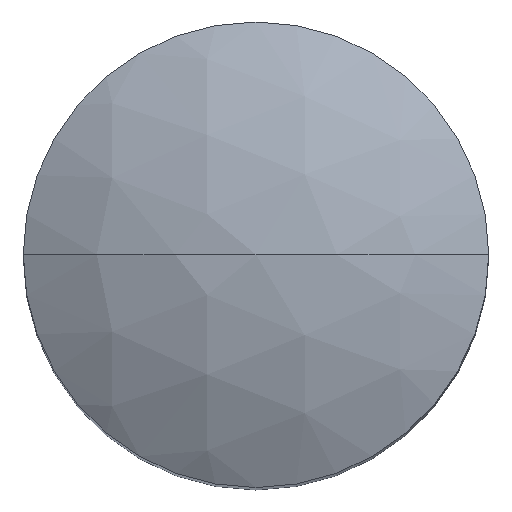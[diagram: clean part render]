
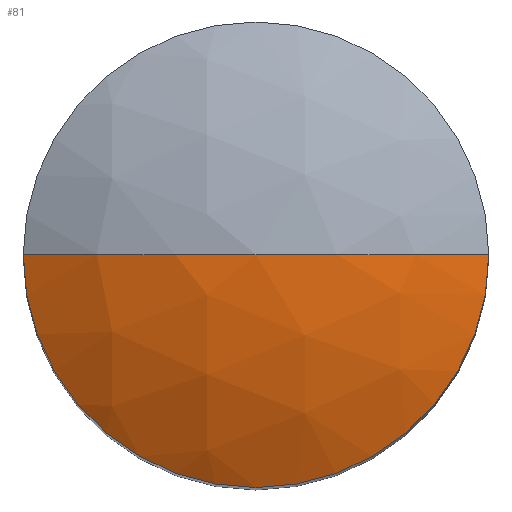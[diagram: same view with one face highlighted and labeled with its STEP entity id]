
A CAD part, top view. The second image highlights one B-rep face of the part: STEP entity #81.
In plain terms, the highlighted spherical face has radius 0.6 mm.
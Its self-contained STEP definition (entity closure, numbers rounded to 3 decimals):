
#81=ADVANCED_FACE('',(#95),#96,.T.);
#95=FACE_OUTER_BOUND('',#109,.T.);
#96=SPHERICAL_SURFACE('',#110,0.6);
#109=EDGE_LOOP('',(#152,#153,#154));
#110=AXIS2_PLACEMENT_3D('',#155,#156,#157);
#152=ORIENTED_EDGE('',*,*,#158,.T.);
#153=ORIENTED_EDGE('',*,*,#164,.T.);
#154=ORIENTED_EDGE('',*,*,#170,.T.);
#155=CARTESIAN_POINT('',(0.,0.0,1.4));
#156=DIRECTION('',(-1.0,0.0,0.));
#157=DIRECTION('',(0.,0.0,1.0));
#158=EDGE_CURVE('',#171,#172,#173,.T.);
#164=EDGE_CURVE('',#172,#181,#183,.T.);
#170=EDGE_CURVE('',#181,#171,#191,.T.);
#171=VERTEX_POINT('',#192);
#172=VERTEX_POINT('',#193);
#173=CIRCLE('',#194,0.6);
#181=VERTEX_POINT('',#203);
#183=CIRCLE('',#206,0.3);
#191=CIRCLE('',#216,0.3);
#192=CARTESIAN_POINT('',(0.3,0.,1.92));
#193=CARTESIAN_POINT('',(-0.3,0.,1.92));
#194=AXIS2_PLACEMENT_3D('',#217,#218,#219);
#203=CARTESIAN_POINT('',(0.,-0.3,1.92));
#206=AXIS2_PLACEMENT_3D('',#231,#232,#233);
#216=AXIS2_PLACEMENT_3D('',#245,#246,#247);
#217=CARTESIAN_POINT('',(0.,0.0,1.4));
#218=DIRECTION('',(0.,-1.0,0.));
#219=DIRECTION('',(0.0,0.,1.0));
#231=CARTESIAN_POINT('',(0.,0.0,1.92));
#232=DIRECTION('',(0.,0.0,1.0));
#233=DIRECTION('',(0.0,1.0,0.0));
#245=CARTESIAN_POINT('',(0.,0.0,1.92));
#246=DIRECTION('',(0.,0.0,1.0));
#247=DIRECTION('',(0.0,1.0,0.0));
